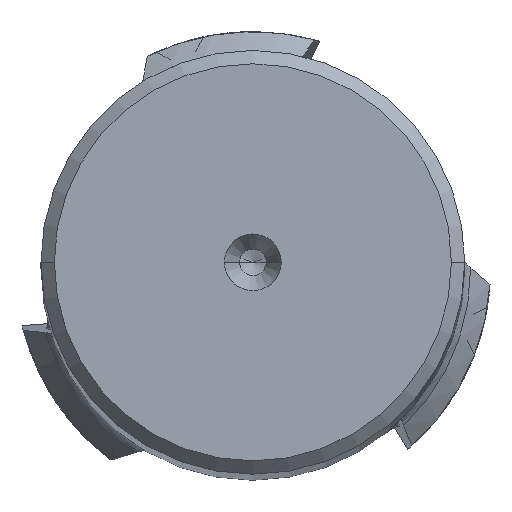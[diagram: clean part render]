
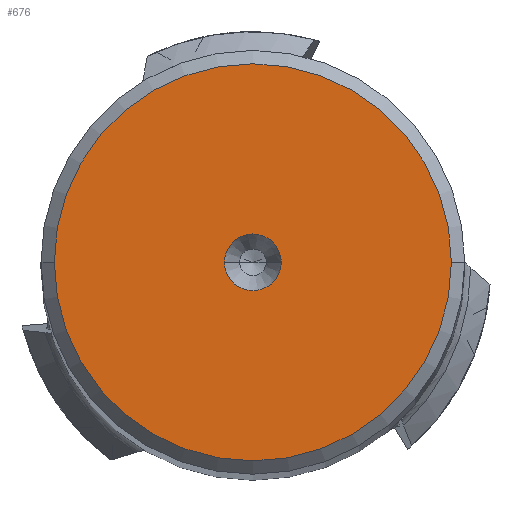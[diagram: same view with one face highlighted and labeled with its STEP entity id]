
A CAD part, top view. The second image highlights one B-rep face of the part: STEP entity #676.
In plain terms, the highlighted planar face has unit normal (0, 0, 1).
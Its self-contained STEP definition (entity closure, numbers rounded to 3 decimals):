
#676=ADVANCED_FACE('',(#857,#858),#829,.T.);
#829=PLANE('',#5333);
#857=FACE_BOUND('',#1014,.T.);
#858=FACE_BOUND('',#1015,.T.);
#1014=EDGE_LOOP('',(#2708,#2709,#2710,#2711));
#1015=EDGE_LOOP('',(#2712,#2713));
#1313=CIRCLE('',#5322,14.875);
#1314=CIRCLE('',#5323,14.875);
#1315=CIRCLE('',#5325,14.875);
#1316=CIRCLE('',#5326,14.875);
#1319=CIRCLE('',#5331,2.125);
#1320=CIRCLE('',#5332,2.125);
#2708=ORIENTED_EDGE('',*,*,#4335,.F.);
#2709=ORIENTED_EDGE('',*,*,#4334,.F.);
#2710=ORIENTED_EDGE('',*,*,#4338,.F.);
#2711=ORIENTED_EDGE('',*,*,#4337,.F.);
#2712=ORIENTED_EDGE('',*,*,#4341,.F.);
#2713=ORIENTED_EDGE('',*,*,#4342,.F.);
#3675=VERTEX_POINT('',#9880);
#3676=VERTEX_POINT('',#9882);
#3677=VERTEX_POINT('',#9884);
#3678=VERTEX_POINT('',#9888);
#3680=VERTEX_POINT('',#9896);
#3681=VERTEX_POINT('',#9897);
#4334=EDGE_CURVE('',#3675,#3676,#1313,.T.);
#4335=EDGE_CURVE('',#3676,#3677,#1314,.T.);
#4337=EDGE_CURVE('',#3677,#3678,#1315,.T.);
#4338=EDGE_CURVE('',#3678,#3675,#1316,.T.);
#4341=EDGE_CURVE('',#3680,#3681,#1319,.T.);
#4342=EDGE_CURVE('',#3681,#3680,#1320,.T.);
#5322=AXIS2_PLACEMENT_3D('',#9881,#6396,#6397);
#5323=AXIS2_PLACEMENT_3D('',#9883,#6398,#6399);
#5325=AXIS2_PLACEMENT_3D('',#9887,#6403,#6404);
#5326=AXIS2_PLACEMENT_3D('',#9889,#6405,#6406);
#5331=AXIS2_PLACEMENT_3D('',#9895,#6415,#6416);
#5332=AXIS2_PLACEMENT_3D('',#9898,#6417,#6418);
#5333=AXIS2_PLACEMENT_3D('',#9899,#6419,#6420);
#6396=DIRECTION('',(0.,0.,-1.));
#6397=DIRECTION('',(-1.,0.,0.));
#6398=DIRECTION('',(0.,0.,-1.));
#6399=DIRECTION('',(0.,1.,0.));
#6403=DIRECTION('',(0.,0.,-1.));
#6404=DIRECTION('',(1.,0.,0.));
#6405=DIRECTION('',(0.,0.,-1.));
#6406=DIRECTION('',(0.,-1.,0.));
#6415=DIRECTION('',(0.,0.,1.));
#6416=DIRECTION('',(-1.,0.,0.));
#6417=DIRECTION('',(0.,0.,1.));
#6418=DIRECTION('',(1.,0.,0.));
#6419=DIRECTION('',(0.,0.,1.));
#6420=DIRECTION('',(-1.,0.,0.));
#9880=CARTESIAN_POINT('',(-14.875,0.,0.));
#9881=CARTESIAN_POINT('',(0.,0.,0.));
#9882=CARTESIAN_POINT('',(0.,14.875,0.));
#9883=CARTESIAN_POINT('',(0.,0.,0.));
#9884=CARTESIAN_POINT('',(14.875,0.,0.));
#9887=CARTESIAN_POINT('',(0.,0.,0.));
#9888=CARTESIAN_POINT('',(0.,-14.875,0.));
#9889=CARTESIAN_POINT('',(0.,0.,0.));
#9895=CARTESIAN_POINT('',(0.,0.,0.));
#9896=CARTESIAN_POINT('',(-2.125,0.,0.));
#9897=CARTESIAN_POINT('',(2.125,0.,0.));
#9898=CARTESIAN_POINT('',(0.,0.,0.));
#9899=CARTESIAN_POINT('',(0.,0.,0.));
